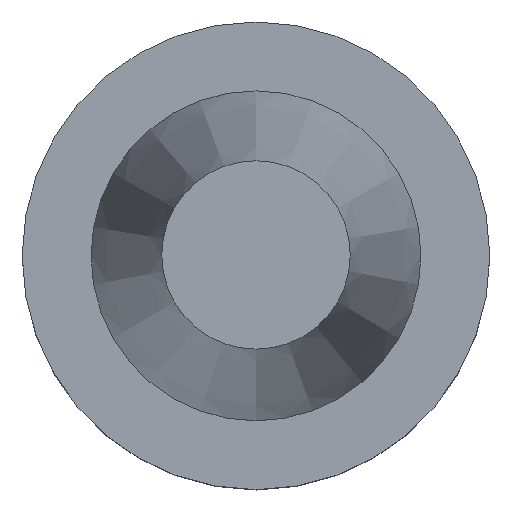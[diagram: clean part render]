
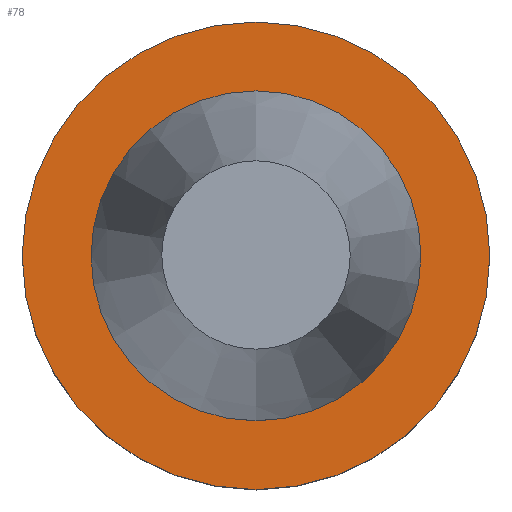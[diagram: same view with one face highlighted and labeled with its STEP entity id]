
A CAD part, top view. The second image highlights one B-rep face of the part: STEP entity #78.
In plain terms, the highlighted planar face has unit normal (0, 0, 1).
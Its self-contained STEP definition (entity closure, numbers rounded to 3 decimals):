
#78=ADVANCED_FACE('',(#107,#108),#109,.T.);
#107=FACE_OUTER_BOUND('',#174,.T.);
#108=FACE_BOUND('',#175,.T.);
#109=PLANE('',#176);
#174=EDGE_LOOP('',(#247));
#175=EDGE_LOOP('',(#248));
#176=AXIS2_PLACEMENT_3D('',#249,#250,#251);
#247=ORIENTED_EDGE('',*,*,#349,.F.);
#248=ORIENTED_EDGE('',*,*,#348,.T.);
#249=CARTESIAN_POINT('',(0.,26.863,-1.));
#250=DIRECTION('',(0.,0.,1.0));
#251=DIRECTION('',(0.,-1.0,0.));
#348=EDGE_CURVE('',#372,#372,#373,.T.);
#349=EDGE_CURVE('',#374,#374,#375,.T.);
#372=VERTEX_POINT('',#416);
#373=CIRCLE('',#417,22.225);
#374=VERTEX_POINT('',#418);
#375=CIRCLE('',#419,31.5);
#416=CARTESIAN_POINT('',(0.,22.225,-1.));
#417=AXIS2_PLACEMENT_3D('',#462,#463,#464);
#418=CARTESIAN_POINT('',(0.,31.5,-1.));
#419=AXIS2_PLACEMENT_3D('',#465,#466,#467);
#462=CARTESIAN_POINT('',(0.,0.,-1.0));
#463=DIRECTION('',(0.,0.,-1.0));
#464=DIRECTION('',(0.,1.0,0.));
#465=CARTESIAN_POINT('',(0.,0.,-1.0));
#466=DIRECTION('',(0.,0.,-1.0));
#467=DIRECTION('',(0.,1.0,0.));
